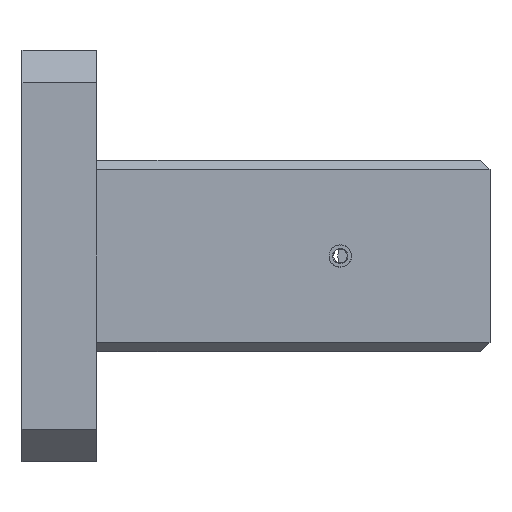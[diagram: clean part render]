
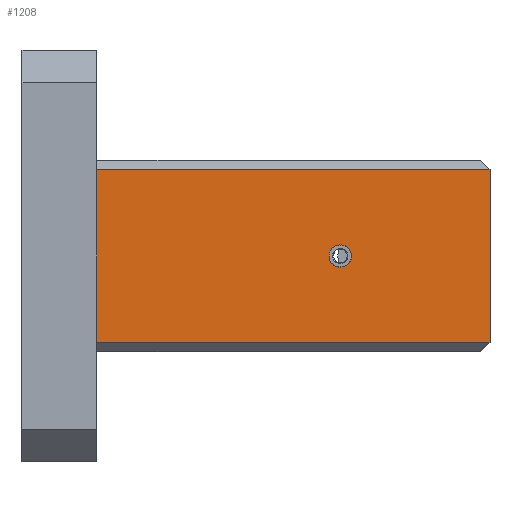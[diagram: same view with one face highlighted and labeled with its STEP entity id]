
A CAD part, front view. The second image highlights one B-rep face of the part: STEP entity #1208.
In plain terms, the highlighted planar face has unit normal (0, -1, 0).
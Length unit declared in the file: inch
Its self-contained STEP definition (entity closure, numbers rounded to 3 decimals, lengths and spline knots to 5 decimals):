
#4 = VECTOR ( 'NONE', #1103, 39.37008 ) ;
#14 = AXIS2_PLACEMENT_3D ( 'NONE', #2480, #2490, #1633 ) ;
#61 = CARTESIAN_POINT ( 'NONE',  ( 0.04786, -0.1677, -0.17165 ) ) ;
#69 = CARTESIAN_POINT ( 'NONE',  ( -0.79214, -0.1677, -0.17165 ) ) ;
#270 = EDGE_LOOP ( 'NONE', ( #2566, #2676 ) ) ;
#299 = LINE ( 'NONE', #1789, #2491 ) ;
#319 = EDGE_CURVE ( 'NONE', #1038, #1084, #965, .T. ) ;
#370 = DIRECTION ( 'NONE',  ( 0., -1., 0. ) ) ;
#417 = EDGE_CURVE ( 'NONE', #1730, #2424, #2019, .T. ) ;
#469 = CARTESIAN_POINT ( 'NONE',  ( -0.27214, -0.1677, 0.2449 ) ) ;
#518 = EDGE_CURVE ( 'NONE', #2424, #1730, #698, .T. ) ;
#524 = DIRECTION ( 'NONE',  ( 1., 0., 0. ) ) ;
#535 = EDGE_LOOP ( 'NONE', ( #1538, #704, #1964, #1911 ) ) ;
#573 = VERTEX_POINT ( 'NONE', #1498 ) ;
#612 = DIRECTION ( 'NONE',  ( 0., 0., -1. ) ) ;
#632 = DIRECTION ( 'NONE',  ( 0., -1., 0. ) ) ;
#698 = CIRCLE ( 'NONE', #1213, 0.02345 ) ;
#704 = ORIENTED_EDGE ( 'NONE', *, *, #1071, .T. ) ;
#748 = CARTESIAN_POINT ( 'NONE',  ( 0.04786, -0.1677, 0.08335 ) ) ;
#965 = LINE ( 'NONE', #748, #2088 ) ;
#999 = PLANE ( 'NONE',  #14 ) ;
#1038 = VERTEX_POINT ( 'NONE', #2639 ) ;
#1071 = EDGE_CURVE ( 'NONE', #2244, #573, #299, .T. ) ;
#1084 = VERTEX_POINT ( 'NONE', #2222 ) ;
#1103 = DIRECTION ( 'NONE',  ( 0., 0., 1. ) ) ;
#1208 = ADVANCED_FACE ( 'NONE', ( #2045, #2011 ), #999, .F. ) ;
#1213 = AXIS2_PLACEMENT_3D ( 'NONE', #2528, #632, #612 ) ;
#1219 = CARTESIAN_POINT ( 'NONE',  ( -0.27214, -0.1677, 0.26835 ) ) ;
#1490 = EDGE_CURVE ( 'NONE', #1084, #2244, #1555, .T. ) ;
#1498 = CARTESIAN_POINT ( 'NONE',  ( -0.79214, -0.1677, 0.45335 ) ) ;
#1517 = CARTESIAN_POINT ( 'NONE',  ( 0.04786, -0.1677, 0.45335 ) ) ;
#1538 = ORIENTED_EDGE ( 'NONE', *, *, #1490, .T. ) ;
#1555 = LINE ( 'NONE', #61, #2414 ) ;
#1633 = DIRECTION ( 'NONE',  ( -1., 0., 0. ) ) ;
#1730 = VERTEX_POINT ( 'NONE', #1892 ) ;
#1789 = CARTESIAN_POINT ( 'NONE',  ( 0.04786, -0.1677, 0.45335 ) ) ;
#1847 = DIRECTION ( 'NONE',  ( 0., 0., -1. ) ) ;
#1892 = CARTESIAN_POINT ( 'NONE',  ( -0.27214, -0.1677, 0.2918 ) ) ;
#1911 = ORIENTED_EDGE ( 'NONE', *, *, #319, .T. ) ;
#1964 = ORIENTED_EDGE ( 'NONE', *, *, #2385, .F. ) ;
#1989 = DIRECTION ( 'NONE',  ( -1., 0., 0. ) ) ;
#2011 = FACE_OUTER_BOUND ( 'NONE', #535, .T. ) ;
#2019 = CIRCLE ( 'NONE', #2747, 0.02345 ) ;
#2045 = FACE_BOUND ( 'NONE', #270, .T. ) ;
#2088 = VECTOR ( 'NONE', #524, 39.37008 ) ;
#2113 = LINE ( 'NONE', #69, #4 ) ;
#2180 = DIRECTION ( 'NONE',  ( 0., 0., 1. ) ) ;
#2222 = CARTESIAN_POINT ( 'NONE',  ( 0.04786, -0.1677, 0.08335 ) ) ;
#2244 = VERTEX_POINT ( 'NONE', #1517 ) ;
#2385 = EDGE_CURVE ( 'NONE', #1038, #573, #2113, .T. ) ;
#2414 = VECTOR ( 'NONE', #2180, 39.37008 ) ;
#2424 = VERTEX_POINT ( 'NONE', #469 ) ;
#2480 = CARTESIAN_POINT ( 'NONE',  ( 0.04786, -0.1677, -0.17165 ) ) ;
#2490 = DIRECTION ( 'NONE',  ( 0., 1., 0. ) ) ;
#2491 = VECTOR ( 'NONE', #1989, 39.37008 ) ;
#2528 = CARTESIAN_POINT ( 'NONE',  ( -0.27214, -0.1677, 0.26835 ) ) ;
#2566 = ORIENTED_EDGE ( 'NONE', *, *, #518, .F. ) ;
#2639 = CARTESIAN_POINT ( 'NONE',  ( -0.79214, -0.1677, 0.08335 ) ) ;
#2676 = ORIENTED_EDGE ( 'NONE', *, *, #417, .F. ) ;
#2747 = AXIS2_PLACEMENT_3D ( 'NONE', #1219, #370, #1847 ) ;
